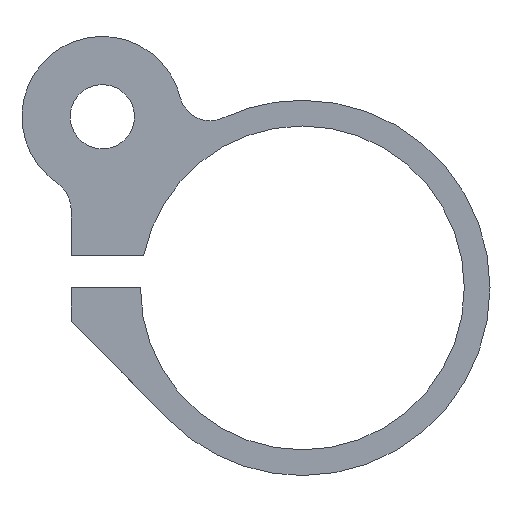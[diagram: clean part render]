
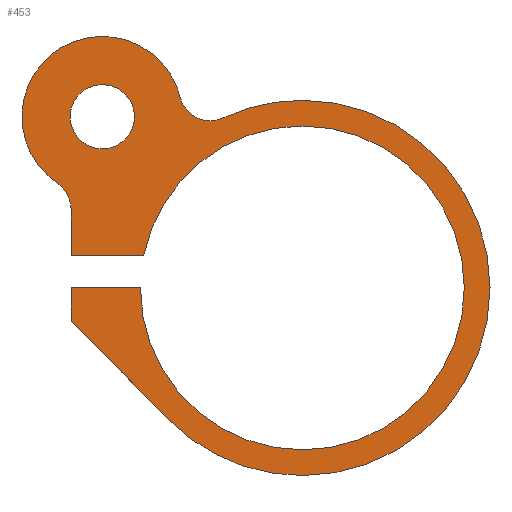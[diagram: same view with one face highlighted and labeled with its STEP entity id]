
A CAD part, front view. The second image highlights one B-rep face of the part: STEP entity #453.
In plain terms, the highlighted planar face has unit normal (0, -1, 0).
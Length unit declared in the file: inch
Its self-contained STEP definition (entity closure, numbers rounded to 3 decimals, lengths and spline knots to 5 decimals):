
#2 = AXIS2_PLACEMENT_3D ( 'NONE', #302, #282, #279 ) ;
#7 = CARTESIAN_POINT ( 'NONE',  ( -1.0189, 0., 0.30767 ) ) ;
#16 = CARTESIAN_POINT ( 'NONE',  ( -0.47479, 0., 0.74064 ) ) ;
#50 = LINE ( 'NONE', #393, #358 ) ;
#60 = ORIENTED_EDGE ( 'NONE', *, *, #425, .F. ) ;
#64 = AXIS2_PLACEMENT_3D ( 'NONE', #744, #731, #719 ) ;
#81 = AXIS2_PLACEMENT_3D ( 'NONE', #880, #876, #862 ) ;
#91 = EDGE_LOOP ( 'NONE', ( #983, #203, #60, #171, #235, #111, #364, #318, #270, #873, #759, #653, #979, #98 ) ) ;
#94 = VERTEX_POINT ( 'NONE', #603 ) ;
#98 = ORIENTED_EDGE ( 'NONE', *, *, #350, .T. ) ;
#100 = VERTEX_POINT ( 'NONE', #499 ) ;
#111 = ORIENTED_EDGE ( 'NONE', *, *, #763, .F. ) ;
#135 = CARTESIAN_POINT ( 'NONE',  ( -0.8999, 0., 0.30767 ) ) ;
#160 = VERTEX_POINT ( 'NONE', #546 ) ;
#164 = LINE ( 'NONE', #597, #288 ) ;
#169 = VERTEX_POINT ( 'NONE', #649 ) ;
#171 = ORIENTED_EDGE ( 'NONE', *, *, #385, .F. ) ;
#190 = CIRCLE ( 'NONE', #798, 0.6299 ) ;
#198 = CIRCLE ( 'NONE', #387, 0.7299 ) ;
#203 = ORIENTED_EDGE ( 'NONE', *, *, #502, .T. ) ;
#235 = ORIENTED_EDGE ( 'NONE', *, *, #665, .F. ) ;
#252 = CARTESIAN_POINT ( 'NONE',  ( -0.8999, 0., 0. ) ) ;
#254 = CIRCLE ( 'NONE', #492, 0.7299 ) ;
#262 = VERTEX_POINT ( 'NONE', #135 ) ;
#264 = VECTOR ( 'NONE', #572, 39.37008 ) ;
#268 = CIRCLE ( 'NONE', #935, 0.119 ) ;
#270 = ORIENTED_EDGE ( 'NONE', *, *, #864, .F. ) ;
#279 = DIRECTION ( 'NONE',  ( 0., 0., 1. ) ) ;
#282 = DIRECTION ( 'NONE',  ( 0., 1., 0. ) ) ;
#288 = VECTOR ( 'NONE', #567, 39.37008 ) ;
#302 = CARTESIAN_POINT ( 'NONE',  ( -0.7782, 0., 0.6658 ) ) ;
#318 = ORIENTED_EDGE ( 'NONE', *, *, #870, .F. ) ;
#330 = EDGE_CURVE ( 'NONE', #100, #720, #511, .T. ) ;
#344 = VERTEX_POINT ( 'NONE', #821 ) ;
#347 = PLANE ( 'NONE',  #2 ) ;
#350 = EDGE_CURVE ( 'NONE', #344, #521, #692, .T. ) ;
#353 = DIRECTION ( 'NONE',  ( 0., 0., 1. ) ) ;
#357 = DIRECTION ( 'NONE',  ( 0., 0., 1. ) ) ;
#358 = VECTOR ( 'NONE', #368, 39.37008 ) ;
#360 = DIRECTION ( 'NONE',  ( 0., -1., 0. ) ) ;
#362 = CARTESIAN_POINT ( 'NONE',  ( 0., 0., 0. ) ) ;
#364 = ORIENTED_EDGE ( 'NONE', *, *, #887, .F. ) ;
#368 = DIRECTION ( 'NONE',  ( 0., 0., 1. ) ) ;
#370 = CARTESIAN_POINT ( 'NONE',  ( -0.6299, 0., 0. ) ) ;
#385 = EDGE_CURVE ( 'NONE', #832, #169, #664, .T. ) ;
#386 = CARTESIAN_POINT ( 'NONE',  ( 0., 0., -0.6299 ) ) ;
#387 = AXIS2_PLACEMENT_3D ( 'NONE', #614, #612, #610 ) ;
#388 = CARTESIAN_POINT ( 'NONE',  ( 0., 0., 0. ) ) ;
#393 = CARTESIAN_POINT ( 'NONE',  ( -0.8999, 0., 0.125 ) ) ;
#409 = CIRCLE ( 'NONE', #465, 0.3125 ) ;
#422 = ORIENTED_EDGE ( 'NONE', *, *, #330, .T. ) ;
#425 = EDGE_CURVE ( 'NONE', #169, #262, #50, .T. ) ;
#429 = DIRECTION ( 'NONE',  ( 0., -1., 0. ) ) ;
#431 = VERTEX_POINT ( 'NONE', #386 ) ;
#446 = AXIS2_PLACEMENT_3D ( 'NONE', #362, #360, #353 ) ;
#453 = ADVANCED_FACE ( 'NONE', ( #578, #554 ), #347, .F. ) ;
#465 = AXIS2_PLACEMENT_3D ( 'NONE', #675, #669, #666 ) ;
#466 = CARTESIAN_POINT ( 'NONE',  ( 0., 0., 0.7299 ) ) ;
#476 = VERTEX_POINT ( 'NONE', #252 ) ;
#481 = CIRCLE ( 'NONE', #611, 0.7299 ) ;
#483 = AXIS2_PLACEMENT_3D ( 'NONE', #789, #754, #773 ) ;
#491 = LINE ( 'NONE', #561, #928 ) ;
#492 = AXIS2_PLACEMENT_3D ( 'NONE', #712, #707, #706 ) ;
#499 = CARTESIAN_POINT ( 'NONE',  ( -0.7782, 0., 0.7908 ) ) ;
#502 = EDGE_CURVE ( 'NONE', #160, #262, #268, .T. ) ;
#511 = CIRCLE ( 'NONE', #81, 0.125 ) ;
#521 = VERTEX_POINT ( 'NONE', #16 ) ;
#528 = CARTESIAN_POINT ( 'NONE',  ( -0.61737, 0., 0.125 ) ) ;
#535 = CARTESIAN_POINT ( 'NONE',  ( -0.7782, 0., 0.5408 ) ) ;
#540 = DIRECTION ( 'NONE',  ( 0., 0., 1. ) ) ;
#546 = CARTESIAN_POINT ( 'NONE',  ( -0.95252, 0., 0.40644 ) ) ;
#549 = CARTESIAN_POINT ( 'NONE',  ( -0.6299, 0., 0. ) ) ;
#551 = EDGE_CURVE ( 'NONE', #720, #100, #915, .T. ) ;
#554 = FACE_OUTER_BOUND ( 'NONE', #91, .T. ) ;
#555 = DIRECTION ( 'NONE',  ( 0., 0., 1. ) ) ;
#561 = CARTESIAN_POINT ( 'NONE',  ( -0.8999, 0., 0. ) ) ;
#567 = DIRECTION ( 'NONE',  ( -0.7, 0., 0.714 ) ) ;
#572 = DIRECTION ( 'NONE',  ( 1., 0., 0. ) ) ;
#578 = FACE_BOUND ( 'NONE', #926, .T. ) ;
#597 = CARTESIAN_POINT ( 'NONE',  ( -0.8999, 0., -0.125 ) ) ;
#603 = CARTESIAN_POINT ( 'NONE',  ( 0., 0., -0.7299 ) ) ;
#610 = DIRECTION ( 'NONE',  ( 0., 0., 1. ) ) ;
#611 = AXIS2_PLACEMENT_3D ( 'NONE', #750, #747, #746 ) ;
#612 = DIRECTION ( 'NONE',  ( 0., 1., 0. ) ) ;
#614 = CARTESIAN_POINT ( 'NONE',  ( 0., 0., 0. ) ) ;
#615 = CARTESIAN_POINT ( 'NONE',  ( 0., 0., 0.6299 ) ) ;
#630 = DIRECTION ( 'NONE',  ( -1., 0., 0. ) ) ;
#637 = VERTEX_POINT ( 'NONE', #668 ) ;
#638 = VERTEX_POINT ( 'NONE', #615 ) ;
#639 = VECTOR ( 'NONE', #630, 39.37008 ) ;
#649 = CARTESIAN_POINT ( 'NONE',  ( -0.8999, 0., 0.125 ) ) ;
#653 = ORIENTED_EDGE ( 'NONE', *, *, #783, .F. ) ;
#654 = AXIS2_PLACEMENT_3D ( 'NONE', #794, #792, #791 ) ;
#664 = LINE ( 'NONE', #528, #639 ) ;
#665 = EDGE_CURVE ( 'NONE', #638, #832, #190, .T. ) ;
#666 = DIRECTION ( 'NONE',  ( 0., 0., 1. ) ) ;
#668 = CARTESIAN_POINT ( 'NONE',  ( -0.52101, 0., -0.51118 ) ) ;
#669 = DIRECTION ( 'NONE',  ( 0., 1., 0. ) ) ;
#675 = CARTESIAN_POINT ( 'NONE',  ( -0.7782, 0., 0.6658 ) ) ;
#688 = CARTESIAN_POINT ( 'NONE',  ( -0.61737, 0., 0.125 ) ) ;
#692 = CIRCLE ( 'NONE', #64, 0.119 ) ;
#695 = CARTESIAN_POINT ( 'NONE',  ( -0.8999, 0., -0.125 ) ) ;
#706 = DIRECTION ( 'NONE',  ( 0., 0., 1. ) ) ;
#707 = DIRECTION ( 'NONE',  ( 0., 1., 0. ) ) ;
#712 = CARTESIAN_POINT ( 'NONE',  ( 0., 0., 0. ) ) ;
#719 = DIRECTION ( 'NONE',  ( 0., 0., 1. ) ) ;
#720 = VERTEX_POINT ( 'NONE', #535 ) ;
#731 = DIRECTION ( 'NONE',  ( 0., 1., 0. ) ) ;
#732 = CIRCLE ( 'NONE', #654, 0.6299 ) ;
#744 = CARTESIAN_POINT ( 'NONE',  ( -0.35926, 0., 0.76913 ) ) ;
#746 = DIRECTION ( 'NONE',  ( 0., 0., 1. ) ) ;
#747 = DIRECTION ( 'NONE',  ( 0., 1., 0. ) ) ;
#750 = CARTESIAN_POINT ( 'NONE',  ( 0., 0., 0. ) ) ;
#754 = DIRECTION ( 'NONE',  ( 0., 1., 0. ) ) ;
#759 = ORIENTED_EDGE ( 'NONE', *, *, #795, .F. ) ;
#763 = EDGE_CURVE ( 'NONE', #431, #638, #732, .T. ) ;
#773 = DIRECTION ( 'NONE',  ( 0., 0., 1. ) ) ;
#783 = EDGE_CURVE ( 'NONE', #917, #94, #481, .T. ) ;
#789 = CARTESIAN_POINT ( 'NONE',  ( -0.7782, 0., 0.6658 ) ) ;
#791 = DIRECTION ( 'NONE',  ( 0., 0., 1. ) ) ;
#792 = DIRECTION ( 'NONE',  ( 0., -1., 0. ) ) ;
#794 = CARTESIAN_POINT ( 'NONE',  ( 0., 0., 0. ) ) ;
#795 = EDGE_CURVE ( 'NONE', #94, #637, #254, .T. ) ;
#798 = AXIS2_PLACEMENT_3D ( 'NONE', #388, #429, #357 ) ;
#808 = VERTEX_POINT ( 'NONE', #695 ) ;
#812 = EDGE_CURVE ( 'NONE', #160, #521, #409, .T. ) ;
#821 = CARTESIAN_POINT ( 'NONE',  ( -0.30889, 0., 0.66132 ) ) ;
#825 = ORIENTED_EDGE ( 'NONE', *, *, #551, .T. ) ;
#832 = VERTEX_POINT ( 'NONE', #688 ) ;
#843 = EDGE_CURVE ( 'NONE', #344, #917, #198, .T. ) ;
#860 = EDGE_CURVE ( 'NONE', #637, #808, #164, .T. ) ;
#862 = DIRECTION ( 'NONE',  ( 0., 0., 1. ) ) ;
#864 = EDGE_CURVE ( 'NONE', #808, #476, #491, .T. ) ;
#870 = EDGE_CURVE ( 'NONE', #476, #931, #950, .T. ) ;
#873 = ORIENTED_EDGE ( 'NONE', *, *, #860, .F. ) ;
#876 = DIRECTION ( 'NONE',  ( 0., 1., 0. ) ) ;
#880 = CARTESIAN_POINT ( 'NONE',  ( -0.7782, 0., 0.6658 ) ) ;
#887 = EDGE_CURVE ( 'NONE', #931, #431, #894, .T. ) ;
#894 = CIRCLE ( 'NONE', #446, 0.6299 ) ;
#915 = CIRCLE ( 'NONE', #483, 0.125 ) ;
#917 = VERTEX_POINT ( 'NONE', #466 ) ;
#926 = EDGE_LOOP ( 'NONE', ( #422, #825 ) ) ;
#928 = VECTOR ( 'NONE', #555, 39.37008 ) ;
#931 = VERTEX_POINT ( 'NONE', #370 ) ;
#935 = AXIS2_PLACEMENT_3D ( 'NONE', #7, #958, #540 ) ;
#950 = LINE ( 'NONE', #549, #264 ) ;
#958 = DIRECTION ( 'NONE',  ( 0., 1., 0. ) ) ;
#979 = ORIENTED_EDGE ( 'NONE', *, *, #843, .F. ) ;
#983 = ORIENTED_EDGE ( 'NONE', *, *, #812, .F. ) ;
